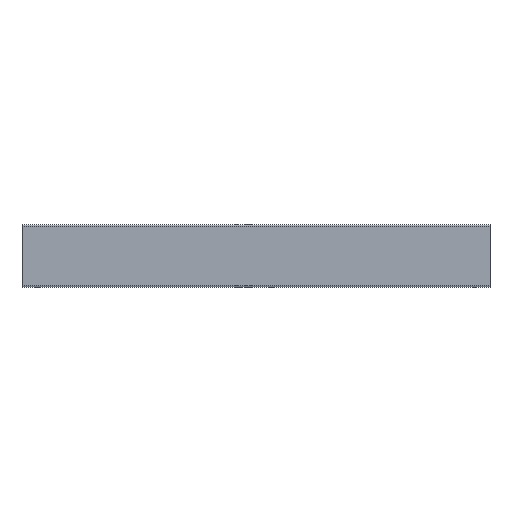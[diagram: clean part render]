
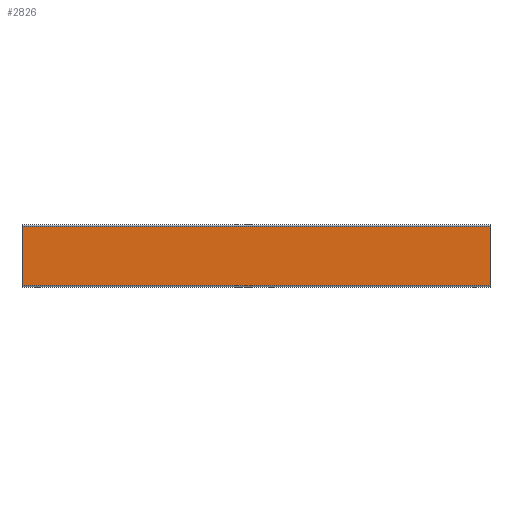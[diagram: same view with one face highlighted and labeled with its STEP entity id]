
A CAD part, top view. The second image highlights one B-rep face of the part: STEP entity #2826.
In plain terms, the highlighted planar face has unit normal (0, 0, 1).
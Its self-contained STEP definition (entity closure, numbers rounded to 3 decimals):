
#65 = CARTESIAN_POINT ( 'NONE',  ( -750., -96., 0. ) ) ;
#394 = LINE ( 'NONE', #1174, #1427 ) ;
#423 = VECTOR ( 'NONE', #3095, 1000. ) ;
#490 = ORIENTED_EDGE ( 'NONE', *, *, #2597, .T. ) ;
#554 = DIRECTION ( 'NONE',  ( 1., 0., 0. ) ) ;
#555 = VERTEX_POINT ( 'NONE', #723 ) ;
#723 = CARTESIAN_POINT ( 'NONE',  ( 750., 96., 0. ) ) ;
#746 = EDGE_CURVE ( 'NONE', #1602, #2246, #1896, .T. ) ;
#802 = LINE ( 'NONE', #2948, #423 ) ;
#894 = DIRECTION ( 'NONE',  ( 0., 1., 0. ) ) ;
#896 = DIRECTION ( 'NONE',  ( 0., -1., 0. ) ) ;
#1134 = CARTESIAN_POINT ( 'NONE',  ( 750., -96., 0. ) ) ;
#1174 = CARTESIAN_POINT ( 'NONE',  ( 750., -100., 0. ) ) ;
#1370 = ORIENTED_EDGE ( 'NONE', *, *, #2387, .T. ) ;
#1404 = VERTEX_POINT ( 'NONE', #1815 ) ;
#1427 = VECTOR ( 'NONE', #894, 1000. ) ;
#1490 = VECTOR ( 'NONE', #896, 1000. ) ;
#1497 = EDGE_LOOP ( 'NONE', ( #1370, #490, #2272, #2066 ) ) ;
#1602 = VERTEX_POINT ( 'NONE', #1922 ) ;
#1691 = FACE_OUTER_BOUND ( 'NONE', #1497, .T. ) ;
#1701 = LINE ( 'NONE', #2823, #1490 ) ;
#1770 = EDGE_CURVE ( 'NONE', #2246, #555, #394, .T. ) ;
#1815 = CARTESIAN_POINT ( 'NONE',  ( -750., 96., 0. ) ) ;
#1896 = LINE ( 'NONE', #65, #2784 ) ;
#1904 = CARTESIAN_POINT ( 'NONE',  ( 0., 0., 0. ) ) ;
#1922 = CARTESIAN_POINT ( 'NONE',  ( -750., -96., 0. ) ) ;
#2066 = ORIENTED_EDGE ( 'NONE', *, *, #1770, .T. ) ;
#2246 = VERTEX_POINT ( 'NONE', #1134 ) ;
#2272 = ORIENTED_EDGE ( 'NONE', *, *, #746, .T. ) ;
#2295 = AXIS2_PLACEMENT_3D ( 'NONE', #1904, #2782, #2520 ) ;
#2387 = EDGE_CURVE ( 'NONE', #555, #1404, #802, .T. ) ;
#2520 = DIRECTION ( 'NONE',  ( -1., 0., 0. ) ) ;
#2597 = EDGE_CURVE ( 'NONE', #1404, #1602, #1701, .T. ) ;
#2782 = DIRECTION ( 'NONE',  ( 0., 0., -1. ) ) ;
#2784 = VECTOR ( 'NONE', #554, 1000. ) ;
#2823 = CARTESIAN_POINT ( 'NONE',  ( -750., -100., 0. ) ) ;
#2826 = ADVANCED_FACE ( 'NONE', ( #1691 ), #3275, .F. ) ;
#2948 = CARTESIAN_POINT ( 'NONE',  ( 750., 96., 0. ) ) ;
#3095 = DIRECTION ( 'NONE',  ( -1., 0., 0. ) ) ;
#3275 = PLANE ( 'NONE',  #2295 ) ;
